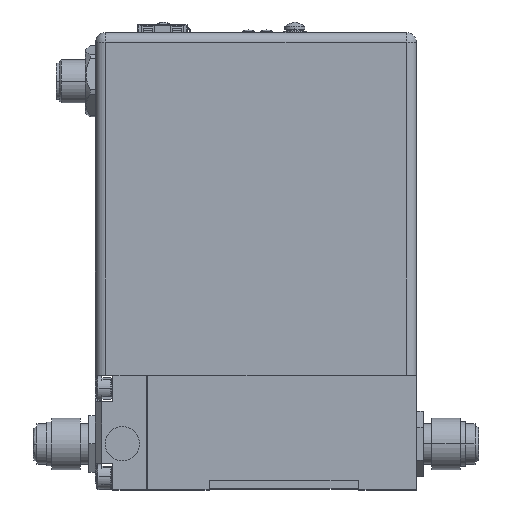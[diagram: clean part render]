
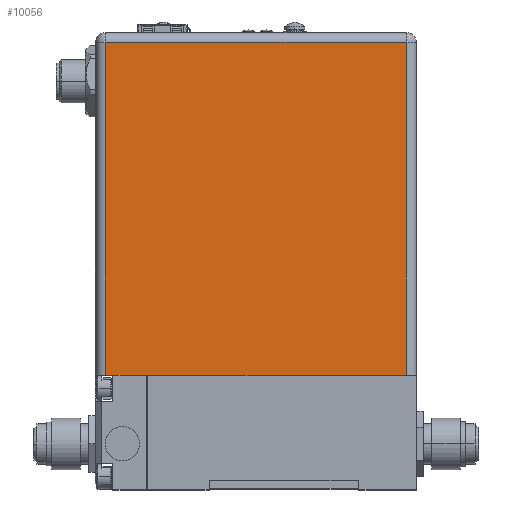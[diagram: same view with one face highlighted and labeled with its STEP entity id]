
A CAD part, top view. The second image highlights one B-rep face of the part: STEP entity #10056.
In plain terms, the highlighted planar face has unit normal (0, 0, 1).
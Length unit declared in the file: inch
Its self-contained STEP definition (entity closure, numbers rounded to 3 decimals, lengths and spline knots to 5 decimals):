
#239 = VERTEX_POINT ( 'NONE', #9527 ) ;
#1135 = ORIENTED_EDGE ( 'NONE', *, *, #5095, .T. ) ;
#1242 = DIRECTION ( 'NONE',  ( -1., 0., 0. ) ) ;
#1415 = LINE ( 'NONE', #6657, #4071 ) ;
#2073 = LINE ( 'NONE', #5722, #6739 ) ;
#2179 = DIRECTION ( 'NONE',  ( -1., 0., 0. ) ) ;
#2272 = VERTEX_POINT ( 'NONE', #21333 ) ;
#2273 = VECTOR ( 'NONE', #21101, 39.37008 ) ;
#2602 = VERTEX_POINT ( 'NONE', #5597 ) ;
#3487 = PLANE ( 'NONE',  #14282 ) ;
#3679 = LINE ( 'NONE', #9132, #2273 ) ;
#4071 = VECTOR ( 'NONE', #15544, 39.37008 ) ;
#4432 = VERTEX_POINT ( 'NONE', #16766 ) ;
#4545 = EDGE_LOOP ( 'NONE', ( #8526, #21662, #8510, #11270, #21752, #18075, #1135 ) ) ;
#4811 = CARTESIAN_POINT ( 'NONE',  ( 0.19, 1.25, 2.455 ) ) ;
#5095 = EDGE_CURVE ( 'Defeatured_0_8+Defeatured_0_15+Defeatured_0_474+Defeatured_0_19', #2602, #4432, #8962, .T. ) ;
#5246 = CARTESIAN_POINT ( 'NONE',  ( -0.27301, 1.25, 2.455 ) ) ;
#5312 = DIRECTION ( 'NONE',  ( 0., 0., -1. ) ) ;
#5597 = CARTESIAN_POINT ( 'NONE',  ( 3.01899, 1.25, 2.455 ) ) ;
#5722 = CARTESIAN_POINT ( 'NONE',  ( 3.12799, 1.25, 2.455 ) ) ;
#5782 = EDGE_CURVE ( 'Defeatured_0_8+Defeatured_0_497+Defeatured_0_1+Defeatured_0_4', #239, #2272, #13900, .T. ) ;
#6657 = CARTESIAN_POINT ( 'NONE',  ( 3.12799, 1.25, 2.455 ) ) ;
#6739 = VECTOR ( 'NONE', #2179, 39.37008 ) ;
#7512 = VERTEX_POINT ( 'NONE', #4811 ) ;
#7629 = EDGE_CURVE ( 'Defeatured_0_4+Defeatured_0_8+Defeatured_0_465+Defeatured_0_487', #7512, #2272, #2073, .T. ) ;
#8510 = ORIENTED_EDGE ( 'NONE', *, *, #16859, .F. ) ;
#8526 = ORIENTED_EDGE ( 'NONE', *, *, #9461, .T. ) ;
#8552 = DIRECTION ( 'NONE',  ( 1., 0., 0. ) ) ;
#8962 = LINE ( 'NONE', #15921, #15615 ) ;
#9132 = CARTESIAN_POINT ( 'NONE',  ( 3.12799, 1.25, 2.455 ) ) ;
#9461 = EDGE_CURVE ( 'Defeatured_0_8+Defeatured_0_19+Defeatured_0_15+Defeatured_0_21', #4432, #18804, #9671, .T. ) ;
#9527 = CARTESIAN_POINT ( 'NONE',  ( -0.19201, 1.25, 2.455 ) ) ;
#9671 = LINE ( 'NONE', #13330, #10987 ) ;
#10056 = ADVANCED_FACE ( 'Defeatured_0_8', ( #14173 ), #3487, .F. ) ;
#10453 = VECTOR ( 'NONE', #8552, 39.37008 ) ;
#10872 = CARTESIAN_POINT ( 'NONE',  ( 3.12799, 1.25, 2.455 ) ) ;
#10987 = VECTOR ( 'NONE', #1242, 39.37008 ) ;
#11270 = ORIENTED_EDGE ( 'NONE', *, *, #5782, .T. ) ;
#11963 = CARTESIAN_POINT ( 'NONE',  ( -0.38201, 1.25, 2.455 ) ) ;
#12500 = DIRECTION ( 'NONE',  ( 0., -1., 0. ) ) ;
#12794 = VERTEX_POINT ( 'NONE', #5246 ) ;
#13330 = CARTESIAN_POINT ( 'NONE',  ( -0.38201, 4.891, 2.455 ) ) ;
#13900 = LINE ( 'NONE', #11963, #10453 ) ;
#14126 = EDGE_CURVE ( 'Defeatured_0_8+Defeatured_0_21+Defeatured_0_19+Defeatured_0_1', #18804, #12794, #14200, .T. ) ;
#14173 = FACE_OUTER_BOUND ( 'NONE', #4545, .T. ) ;
#14200 = LINE ( 'NONE', #14659, #18721 ) ;
#14282 = AXIS2_PLACEMENT_3D ( 'NONE', #10872, #5312, #16001 ) ;
#14659 = CARTESIAN_POINT ( 'NONE',  ( -0.27301, 1.25, 2.455 ) ) ;
#15544 = DIRECTION ( 'NONE',  ( -1., 0., 0. ) ) ;
#15615 = VECTOR ( 'NONE', #19001, 39.37008 ) ;
#15921 = CARTESIAN_POINT ( 'NONE',  ( 3.01899, 5., 2.455 ) ) ;
#16001 = DIRECTION ( 'NONE',  ( -1., 0., 0. ) ) ;
#16745 = EDGE_CURVE ( 'Defeatured_0_474+Defeatured_0_8+Defeatured_0_470+Defeatured_0_465', #2602, #7512, #1415, .T. ) ;
#16766 = CARTESIAN_POINT ( 'NONE',  ( 3.01899, 4.891, 2.455 ) ) ;
#16859 = EDGE_CURVE ( 'Defeatured_0_1+Defeatured_0_8+Defeatured_0_491+Defeatured_0_21', #239, #12794, #3679, .T. ) ;
#18075 = ORIENTED_EDGE ( 'NONE', *, *, #16745, .F. ) ;
#18721 = VECTOR ( 'NONE', #12500, 39.37008 ) ;
#18804 = VERTEX_POINT ( 'NONE', #21998 ) ;
#19001 = DIRECTION ( 'NONE',  ( 0., 1., 0. ) ) ;
#21101 = DIRECTION ( 'NONE',  ( -1., 0., 0. ) ) ;
#21333 = CARTESIAN_POINT ( 'NONE',  ( 0.17799, 1.25, 2.455 ) ) ;
#21662 = ORIENTED_EDGE ( 'NONE', *, *, #14126, .T. ) ;
#21752 = ORIENTED_EDGE ( 'NONE', *, *, #7629, .F. ) ;
#21998 = CARTESIAN_POINT ( 'NONE',  ( -0.27301, 4.891, 2.455 ) ) ;
